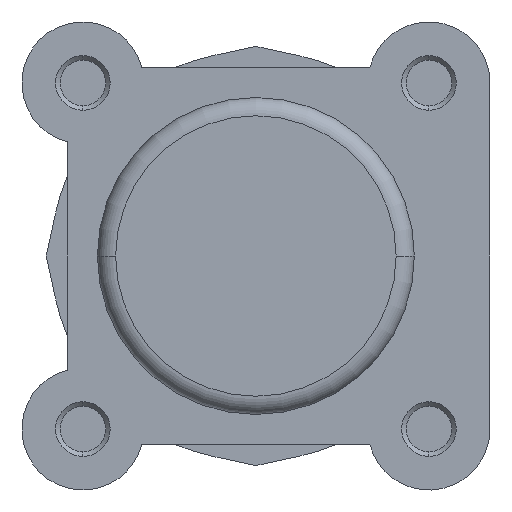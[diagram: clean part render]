
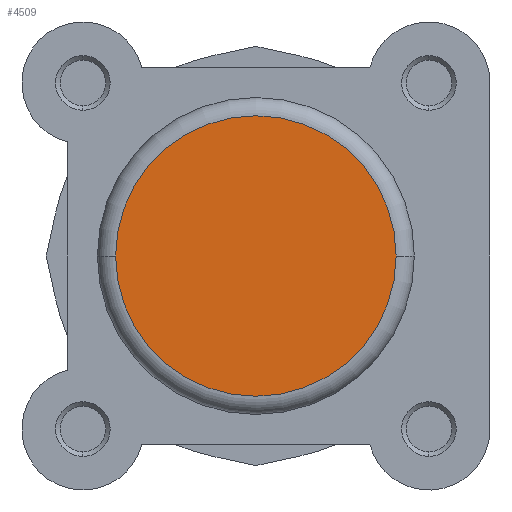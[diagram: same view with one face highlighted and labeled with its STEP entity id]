
A CAD part, left-side view. The second image highlights one B-rep face of the part: STEP entity #4509.
In plain terms, the highlighted planar face has unit normal (-1, 0, 0).
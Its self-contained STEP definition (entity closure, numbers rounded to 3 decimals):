
#664 = EDGE_LOOP ( 'NONE', ( #1348, #1349 ) ) ;
#917 = AXIS2_PLACEMENT_3D ( 'NONE', #2928, #2938, #2939 ) ;
#1348 = ORIENTED_EDGE ( 'NONE', *, *, #5701, .T. ) ;
#1349 = ORIENTED_EDGE ( 'NONE', *, *, #5645, .T. ) ;
#1771 = FACE_OUTER_BOUND ( 'NONE', #664, .T. ) ;
#2075 = VERTEX_POINT ( 'NONE', #2382 ) ;
#2076 = VERTEX_POINT ( 'NONE', #2383 ) ;
#2382 = CARTESIAN_POINT ( 'NONE',  ( 0., -15.4, 0. ) ) ;
#2383 = CARTESIAN_POINT ( 'NONE',  ( 0., 15.4, 0. ) ) ;
#2925 = PLANE ( 'NONE',  #917 ) ;
#2928 = CARTESIAN_POINT ( 'NONE',  ( 0., 0., 0. ) ) ;
#2938 = DIRECTION ( 'NONE',  ( 1., 0., 0. ) ) ;
#2939 = DIRECTION ( 'NONE',  ( 0., 1., 0. ) ) ;
#4114 = CARTESIAN_POINT ( 'NONE',  ( 0., 0., 0. ) ) ;
#4115 = DIRECTION ( 'NONE',  ( -1., 0., 0. ) ) ;
#4116 = DIRECTION ( 'NONE',  ( 0., 1., 0. ) ) ;
#4254 = CARTESIAN_POINT ( 'NONE',  ( 0., 0., 0. ) ) ;
#4261 = DIRECTION ( 'NONE',  ( -1., 0., 0. ) ) ;
#4262 = DIRECTION ( 'NONE',  ( 0., 1., 0. ) ) ;
#4509 = ADVANCED_FACE ( 'NONE', ( #1771 ), #2925, .F. ) ;
#4695 = AXIS2_PLACEMENT_3D ( 'NONE', #4114, #4115, #4116 ) ;
#4729 = AXIS2_PLACEMENT_3D ( 'NONE', #4254, #4261, #4262 ) ;
#5144 = CIRCLE ( 'NONE', #4695, 15.4 ) ;
#5219 = CIRCLE ( 'NONE', #4729, 15.4 ) ;
#5645 = EDGE_CURVE ( 'NONE', #2075, #2076, #5144, .T. ) ;
#5701 = EDGE_CURVE ( 'NONE', #2076, #2075, #5219, .T. ) ;
